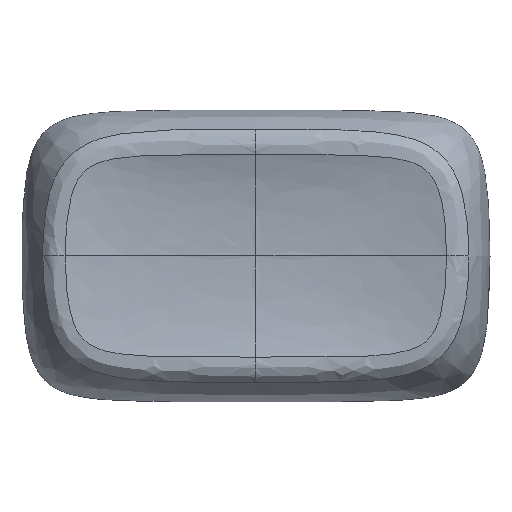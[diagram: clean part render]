
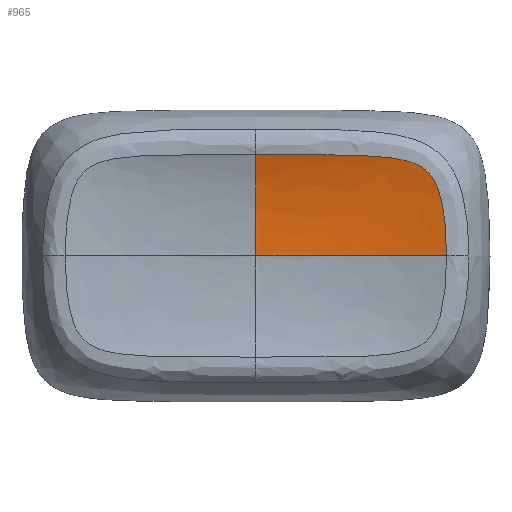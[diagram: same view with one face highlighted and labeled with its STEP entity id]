
A CAD part, top view. The second image highlights one B-rep face of the part: STEP entity #965.
In plain terms, the highlighted free-form (B-spline) face has degree [3, 3] with [10, 5] control points.
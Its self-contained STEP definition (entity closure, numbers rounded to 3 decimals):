
#17=(
BOUNDED_CURVE()
B_SPLINE_CURVE(5,(#4588,#4589,#4590,#4591,#4592,#4593,#4594,#4595,#4596,
#4597),.UNSPECIFIED.,.F.,.F.)
B_SPLINE_CURVE_WITH_KNOTS((6,1,1,1,1,6),(0.105,0.2,0.4,0.6,
0.8,1.),.UNSPECIFIED.)
CURVE()
GEOMETRIC_REPRESENTATION_ITEM()
RATIONAL_B_SPLINE_CURVE((1.,1.,1.,1.,1.,1.,1.,1.,1.,1.))
REPRESENTATION_ITEM('')
);
#18=(
BOUNDED_CURVE()
B_SPLINE_CURVE(5,(#5847,#5848,#5849,#5850,#5851,#5852,#5853,#5854,#5855,
#5856),.UNSPECIFIED.,.F.,.F.)
B_SPLINE_CURVE_WITH_KNOTS((6,1,1,1,1,6),(0.199,0.2,0.4,0.6,
0.8,1.),.UNSPECIFIED.)
CURVE()
GEOMETRIC_REPRESENTATION_ITEM()
RATIONAL_B_SPLINE_CURVE((1.,1.,1.,1.,1.,1.,1.,1.,1.,1.))
REPRESENTATION_ITEM('')
);
#31=B_SPLINE_SURFACE_WITH_KNOTS('',3,3,((#5857,#5858,#5859,#5860,#5861),
(#5862,#5863,#5864,#5865,#5866),(#5867,#5868,#5869,#5870,#5871),(#5872,
#5873,#5874,#5875,#5876),(#5877,#5878,#5879,#5880,#5881),(#5882,#5883,#5884,
#5885,#5886),(#5887,#5888,#5889,#5890,#5891),(#5892,#5893,#5894,#5895,#5896),
(#5897,#5898,#5899,#5900,#5901),(#5902,#5903,#5904,#5905,#5906)),
 .UNSPECIFIED.,.F.,.F.,.F.,(4,2,1,1,1,1,4),(4,1,4),(0.,0.245,
0.396,0.547,0.698,0.849,
1.),(0.095,0.483,1.),.UNSPECIFIED.);
#52=B_SPLINE_CURVE_WITH_KNOTS('',3,(#4142,#4143,#4144,#4145,#4146,#4147),
 .UNSPECIFIED.,.F.,.F.,(4,2,4),(-1.528,-1.16,-1.136),
 .UNSPECIFIED.);
#53=B_SPLINE_CURVE_WITH_KNOTS('',3,(#4148,#4149,#4150,#4151,#4152,#4153,
#4154,#4155,#4156,#4157,#4158,#4159,#4160),.UNSPECIFIED.,.F.,.F.,(4,2,1,
1,1,1,1,1,1,4),(-1.136,-1.049,-0.786,
-0.655,-0.59,-0.524,-0.459,
-0.393,-0.262,0.),.UNSPECIFIED.);
#155=FACE_OUTER_BOUND('',#210,.T.);
#210=EDGE_LOOP('',(#893,#894,#895,#896));
#428=VERTEX_POINT('',#3989);
#435=VERTEX_POINT('',#4139);
#436=VERTEX_POINT('',#4141);
#447=VERTEX_POINT('',#4517);
#571=EDGE_CURVE('',#435,#436,#52,.T.);
#572=EDGE_CURVE('',#436,#428,#53,.T.);
#589=EDGE_CURVE('',#428,#447,#17,.T.);
#604=EDGE_CURVE('',#435,#447,#18,.T.);
#893=ORIENTED_EDGE('',*,*,#572,.F.);
#894=ORIENTED_EDGE('',*,*,#571,.F.);
#895=ORIENTED_EDGE('',*,*,#604,.T.);
#896=ORIENTED_EDGE('',*,*,#589,.F.);
#965=ADVANCED_FACE('',(#155),#31,.F.);
#3989=CARTESIAN_POINT('',(10.789,0.,5.64));
#4139=CARTESIAN_POINT('',(0.,5.722,5.504));
#4141=CARTESIAN_POINT('',(3.911,5.712,5.514));
#4142=CARTESIAN_POINT('Ctrl Pts',(0.,5.722,
5.504));
#4143=CARTESIAN_POINT('Ctrl Pts',(1.221,5.722,5.504));
#4144=CARTESIAN_POINT('Ctrl Pts',(2.445,5.719,5.509));
#4145=CARTESIAN_POINT('Ctrl Pts',(3.75,5.713,5.514));
#4146=CARTESIAN_POINT('Ctrl Pts',(3.831,5.712,5.514));
#4147=CARTESIAN_POINT('Ctrl Pts',(3.911,5.712,5.514));
#4148=CARTESIAN_POINT('Ctrl Pts',(3.911,5.712,5.514));
#4149=CARTESIAN_POINT('Ctrl Pts',(4.199,5.712,5.516));
#4150=CARTESIAN_POINT('Ctrl Pts',(4.487,5.712,5.518));
#4151=CARTESIAN_POINT('Ctrl Pts',(5.638,5.704,5.531));
#4152=CARTESIAN_POINT('Ctrl Pts',(6.936,5.663,5.549));
#4153=CARTESIAN_POINT('Ctrl Pts',(8.38,5.444,5.6));
#4154=CARTESIAN_POINT('Ctrl Pts',(9.156,5.172,5.632));
#4155=CARTESIAN_POINT('Ctrl Pts',(9.672,4.845,5.651));
#4156=CARTESIAN_POINT('Ctrl Pts',(10.062,4.369,5.656));
#4157=CARTESIAN_POINT('Ctrl Pts',(10.407,3.617,5.652));
#4158=CARTESIAN_POINT('Ctrl Pts',(10.725,2.166,5.642));
#4159=CARTESIAN_POINT('Ctrl Pts',(10.789,0.862,5.64));
#4160=CARTESIAN_POINT('Ctrl Pts',(10.789,0.,
5.64));
#4517=CARTESIAN_POINT('',(0.,0.,4.8));
#4588=CARTESIAN_POINT('Ctrl Pts',(10.789,0.,
5.64));
#4589=CARTESIAN_POINT('Ctrl Pts',(10.654,0.,
5.612));
#4590=CARTESIAN_POINT('Ctrl Pts',(10.228,0.,
5.525));
#4591=CARTESIAN_POINT('Ctrl Pts',(9.468,0.,
5.385));
#4592=CARTESIAN_POINT('Ctrl Pts',(8.283,0.,
5.2));
#4593=CARTESIAN_POINT('Ctrl Pts',(6.468,0.,
4.995));
#4594=CARTESIAN_POINT('Ctrl Pts',(4.358,0.,
4.864));
#4595=CARTESIAN_POINT('Ctrl Pts',(2.365,0.,
4.812));
#4596=CARTESIAN_POINT('Ctrl Pts',(0.824,0.,
4.8));
#4597=CARTESIAN_POINT('Ctrl Pts',(0.,0.,4.8));
#5847=CARTESIAN_POINT('Ctrl Pts',(0.,5.722,
5.504));
#5848=CARTESIAN_POINT('Ctrl Pts',(0.,5.721,
5.504));
#5849=CARTESIAN_POINT('Ctrl Pts',(0.,5.548,
5.447));
#5850=CARTESIAN_POINT('Ctrl Pts',(0.,5.189,
5.336));
#5851=CARTESIAN_POINT('Ctrl Pts',(0.,4.6,
5.179));
#5852=CARTESIAN_POINT('Ctrl Pts',(0.,3.684,
4.995));
#5853=CARTESIAN_POINT('Ctrl Pts',(0.,2.488,
4.864));
#5854=CARTESIAN_POINT('Ctrl Pts',(0.,1.352,
4.812));
#5855=CARTESIAN_POINT('Ctrl Pts',(0.,0.471,
4.8));
#5856=CARTESIAN_POINT('Ctrl Pts',(0.,0.,
4.8));
#5857=CARTESIAN_POINT('Ctrl Pts',(0.,6.145,
5.655));
#5858=CARTESIAN_POINT('Ctrl Pts',(0.,5.641,
5.462));
#5859=CARTESIAN_POINT('Ctrl Pts',(0.,4.299,
5.043));
#5860=CARTESIAN_POINT('Ctrl Pts',(0.,2.03,
4.8));
#5861=CARTESIAN_POINT('Ctrl Pts',(0.,0.,
4.8));
#5862=CARTESIAN_POINT('Ctrl Pts',(1.395,6.145,5.655));
#5863=CARTESIAN_POINT('Ctrl Pts',(1.252,5.641,5.462));
#5864=CARTESIAN_POINT('Ctrl Pts',(0.895,4.299,5.043));
#5865=CARTESIAN_POINT('Ctrl Pts',(0.386,2.03,4.8));
#5866=CARTESIAN_POINT('Ctrl Pts',(0.,0.,
4.8));
#5867=CARTESIAN_POINT('Ctrl Pts',(2.802,6.135,5.655));
#5868=CARTESIAN_POINT('Ctrl Pts',(2.528,5.619,5.462));
#5869=CARTESIAN_POINT('Ctrl Pts',(1.826,4.252,5.043));
#5870=CARTESIAN_POINT('Ctrl Pts',(0.796,1.991,4.8));
#5871=CARTESIAN_POINT('Ctrl Pts',(0.,0.,
4.8));
#5872=CARTESIAN_POINT('Ctrl Pts',(5.094,6.12,5.655));
#5873=CARTESIAN_POINT('Ctrl Pts',(4.623,5.581,5.462));
#5874=CARTESIAN_POINT('Ctrl Pts',(3.341,4.126,5.043));
#5875=CARTESIAN_POINT('Ctrl Pts',(1.441,1.864,4.8));
#5876=CARTESIAN_POINT('Ctrl Pts',(0.,0.,
4.8));
#5877=CARTESIAN_POINT('Ctrl Pts',(6.846,6.05,5.655));
#5878=CARTESIAN_POINT('Ctrl Pts',(6.232,5.495,5.462));
#5879=CARTESIAN_POINT('Ctrl Pts',(4.5,3.978,5.043));
#5880=CARTESIAN_POINT('Ctrl Pts',(1.924,1.736,4.8));
#5881=CARTESIAN_POINT('Ctrl Pts',(0.,0.,
4.8));
#5882=CARTESIAN_POINT('Ctrl Pts',(8.861,5.612,5.655));
#5883=CARTESIAN_POINT('Ctrl Pts',(8.092,5.067,5.462));
#5884=CARTESIAN_POINT('Ctrl Pts',(5.908,3.542,5.043));
#5885=CARTESIAN_POINT('Ctrl Pts',(2.575,1.451,4.8));
#5886=CARTESIAN_POINT('Ctrl Pts',(0.,0.,
4.8));
#5887=CARTESIAN_POINT('Ctrl Pts',(10.125,4.541,5.655));
#5888=CARTESIAN_POINT('Ctrl Pts',(9.264,4.074,5.462));
#5889=CARTESIAN_POINT('Ctrl Pts',(6.88,2.762,5.043));
#5890=CARTESIAN_POINT('Ctrl Pts',(3.103,1.071,4.8));
#5891=CARTESIAN_POINT('Ctrl Pts',(0.,0.,
4.8));
#5892=CARTESIAN_POINT('Ctrl Pts',(10.745,2.628,5.655));
#5893=CARTESIAN_POINT('Ctrl Pts',(9.844,2.337,5.462));
#5894=CARTESIAN_POINT('Ctrl Pts',(7.429,1.556,5.043));
#5895=CARTESIAN_POINT('Ctrl Pts',(3.459,0.594,4.8));
#5896=CARTESIAN_POINT('Ctrl Pts',(0.,0.,
4.8));
#5897=CARTESIAN_POINT('Ctrl Pts',(10.859,0.871,5.655));
#5898=CARTESIAN_POINT('Ctrl Pts',(9.952,0.766,5.462));
#5899=CARTESIAN_POINT('Ctrl Pts',(7.549,0.515,5.043));
#5900=CARTESIAN_POINT('Ctrl Pts',(3.549,0.209,4.8));
#5901=CARTESIAN_POINT('Ctrl Pts',(0.,0.,
4.8));
#5902=CARTESIAN_POINT('Ctrl Pts',(10.859,0.,
5.655));
#5903=CARTESIAN_POINT('Ctrl Pts',(9.952,0.,
5.462));
#5904=CARTESIAN_POINT('Ctrl Pts',(7.549,0.,
5.043));
#5905=CARTESIAN_POINT('Ctrl Pts',(3.549,0.,
4.8));
#5906=CARTESIAN_POINT('Ctrl Pts',(0.,0.,
4.8));
